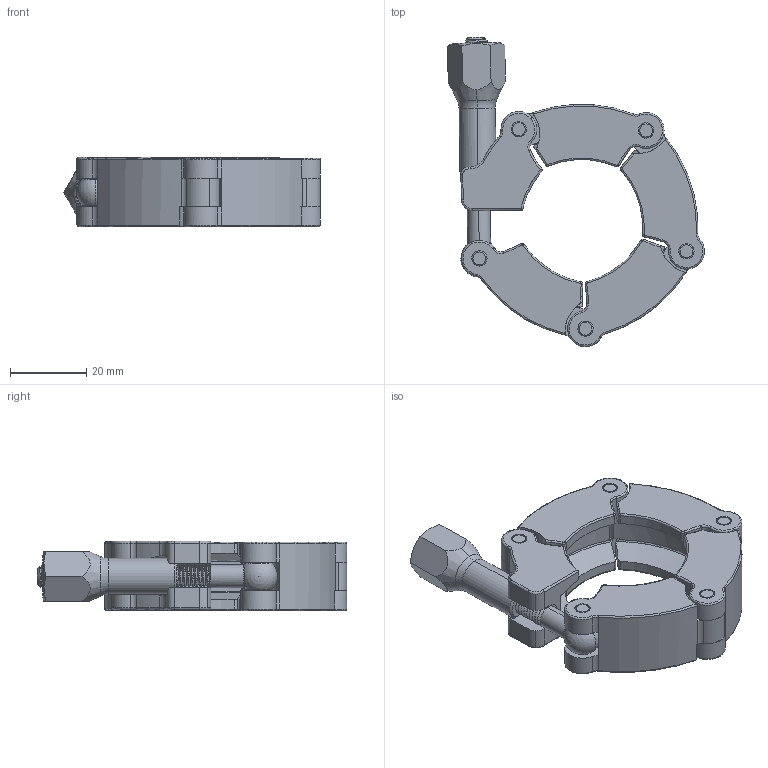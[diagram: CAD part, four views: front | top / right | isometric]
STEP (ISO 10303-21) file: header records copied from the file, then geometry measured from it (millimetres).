
FILE_DESCRIPTION (( 'STEP AP214' ), '1' );
FILE_NAME ('Hositrad_KF25CT-A.STEP', '2020-05-25T11:01:08', ( '' ), ( '' ), 'SwSTEP 2.0', 'SolidWorks 2020', '' );
FILE_SCHEMA (( 'AUTOMOTIVE_DESIGN' ));
Length unit declared in the file: millimetre
Products named in the file (6): Nut-M6; KF40-Part; BoltM6; Pin; Hositrad_KF25CT-A; KF25-Part-end
Assembly tree (12 placements, depth 2):
  Hositrad_KF25CT-A
    KF40-Part  x4
    Pin  x5
    KF25-Part-end
    BoltM6
    Nut-M6
Bounding box: 67.39 x 81.16 x 18.3 mm (x, y, z)
Volume: 31987.2 mm3; surface area: 19954.1 mm2
Topology: 12 solids, 12 shells, 516 faces, 1346 edges, 852 vertices
Faces by surface type: cylinder 278, torus 126, plane 59, cone 49, sphere 2, bspline 2
Entity records: 13162 total; most frequent: CARTESIAN_POINT 6230, ORIENTED_EDGE 1502, DIRECTION 1368, EDGE_CURVE 751, AXIS2_PLACEMENT_3D 569, VERTEX_POINT 478, EDGE_LOOP 297, ADVANCED_FACE 283
